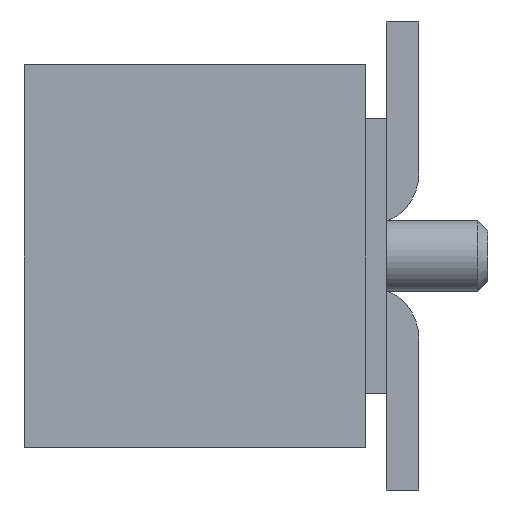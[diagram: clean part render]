
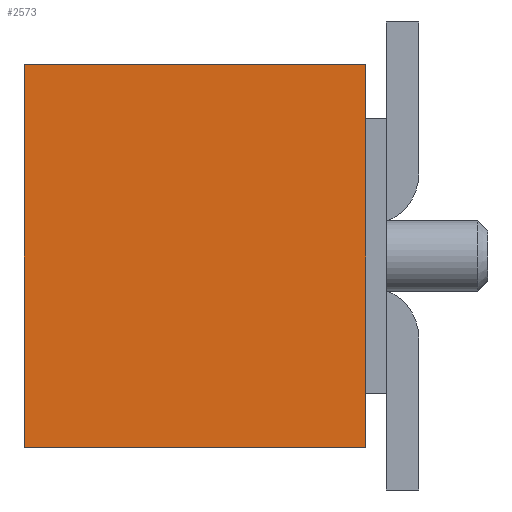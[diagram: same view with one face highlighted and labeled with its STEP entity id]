
A CAD part, left-side view. The second image highlights one B-rep face of the part: STEP entity #2573.
In plain terms, the highlighted planar face has unit normal (-1, 0, 0).
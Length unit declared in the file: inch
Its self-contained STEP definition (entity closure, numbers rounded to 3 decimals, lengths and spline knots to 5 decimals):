
#2573 = ADVANCED_FACE( '', ( #6313 ), #6314, .T. );
#6313 = FACE_OUTER_BOUND( '', #11413, .T. );
#6314 = PLANE( '', #11414 );
#11413 = EDGE_LOOP( '', ( #18898, #18899, #18900, #18901 ) );
#11414 = AXIS2_PLACEMENT_3D( '', #18902, #18903, #18904 );
#18898 = ORIENTED_EDGE( '', *, *, #33140, .T. );
#18899 = ORIENTED_EDGE( '', *, *, #31832, .T. );
#18900 = ORIENTED_EDGE( '', *, *, #31400, .T. );
#18901 = ORIENTED_EDGE( '', *, *, #32433, .T. );
#18902 = CARTESIAN_POINT( '', ( -0.3005, 0., 0. ) );
#18903 = DIRECTION( '', ( -1., 0., 0. ) );
#18904 = DIRECTION( '', ( 0., 0., 1. ) );
#31400 = EDGE_CURVE( '', #37957, #37955, #37958, .T. );
#31832 = EDGE_CURVE( '', #38733, #37957, #38734, .T. );
#32433 = EDGE_CURVE( '', #37955, #39756, #39757, .T. );
#33140 = EDGE_CURVE( '', #39756, #38733, #40903, .T. );
#37955 = VERTEX_POINT( '', #47446 );
#37957 = VERTEX_POINT( '', #47449 );
#37958 = LINE( '', #47450, #47451 );
#38733 = VERTEX_POINT( '', #48589 );
#38734 = LINE( '', #48590, #48591 );
#39756 = VERTEX_POINT( '', #50071 );
#39757 = LINE( '', #50072, #50073 );
#40903 = LINE( '', #51741, #51742 );
#47446 = CARTESIAN_POINT( '', ( -0.3005, 0.01, 0.094 ) );
#47449 = CARTESIAN_POINT( '', ( -0.3005, 0.01, -0.094 ) );
#47450 = CARTESIAN_POINT( '', ( -0.3005, 0.01, -0.094 ) );
#47451 = VECTOR( '', #60230, 39.37008 );
#48589 = CARTESIAN_POINT( '', ( -0.3005, 0.178, -0.094 ) );
#48590 = CARTESIAN_POINT( '', ( -0.3005, 0.178, -0.094 ) );
#48591 = VECTOR( '', #60630, 39.37008 );
#50071 = CARTESIAN_POINT( '', ( -0.3005, 0.178, 0.094 ) );
#50072 = CARTESIAN_POINT( '', ( -0.3005, 0.01, 0.094 ) );
#50073 = VECTOR( '', #61149, 39.37008 );
#51741 = CARTESIAN_POINT( '', ( -0.3005, 0.178, 0.094 ) );
#51742 = VECTOR( '', #61765, 39.37008 );
#60230 = DIRECTION( '', ( 0., 0., 1. ) );
#60630 = DIRECTION( '', ( 0., -1., 0. ) );
#61149 = DIRECTION( '', ( 0., 1., 0. ) );
#61765 = DIRECTION( '', ( 0., 0., -1. ) );
